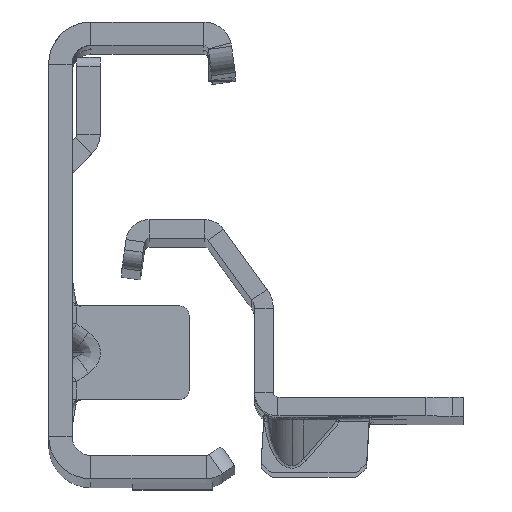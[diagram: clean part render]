
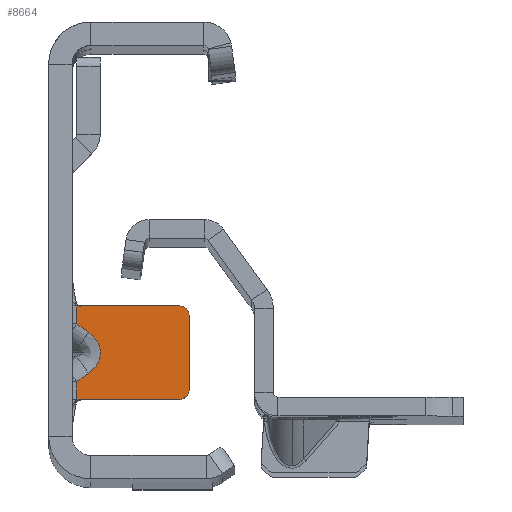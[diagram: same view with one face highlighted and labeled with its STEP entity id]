
A CAD part, top view. The second image highlights one B-rep face of the part: STEP entity #8664.
In plain terms, the highlighted planar face has unit normal (0, 0, 1).
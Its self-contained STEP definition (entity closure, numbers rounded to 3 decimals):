
#18 = VERTEX_POINT ( 'NONE', #673 ) ;
#51 = DIRECTION ( 'NONE',  ( 1., 0., 0. ) ) ;
#144 = DIRECTION ( 'NONE',  ( 0., 1., 0. ) ) ;
#395 = CARTESIAN_POINT ( 'NONE',  ( 3.573, -8.692, -541.5 ) ) ;
#627 = EDGE_CURVE ( 'NONE', #12608, #7553, #9633, .T. ) ;
#673 = CARTESIAN_POINT ( 'NONE',  ( 0.708, -4.6, -541.5 ) ) ;
#815 = VECTOR ( 'NONE', #3777, 1000. ) ;
#883 = CARTESIAN_POINT ( 'NONE',  ( -1.826, -14.6, -541.5 ) ) ;
#1037 = CARTESIAN_POINT ( 'NONE',  ( 0.5, -4.6, -541.5 ) ) ;
#1101 = CARTESIAN_POINT ( 'NONE',  ( 11.5, -4.6, -541.5 ) ) ;
#1645 = ORIENTED_EDGE ( 'NONE', *, *, #2566, .T. ) ;
#1839 = CARTESIAN_POINT ( 'NONE',  ( 1.757, -11.792, -541.5 ) ) ;
#2231 = LINE ( 'NONE', #8291, #5355 ) ;
#2526 = EDGE_CURVE ( 'NONE', #7201, #9098, #2231, .T. ) ;
#2533 = CARTESIAN_POINT ( 'NONE',  ( 1.367, -7.131, -541.5 ) ) ;
#2566 = EDGE_CURVE ( 'NONE', #7031, #10299, #2704, .T. ) ;
#2704 = CIRCLE ( 'NONE', #12393, 1. ) ;
#3710 = ORIENTED_EDGE ( 'NONE', *, *, #12374, .F. ) ;
#3721 = VECTOR ( 'NONE', #51, 1000. ) ;
#3777 = DIRECTION ( 'NONE',  ( 1., 0., 0. ) ) ;
#3845 = DIRECTION ( 'NONE',  ( -0.816, 0.577, 0. ) ) ;
#3910 = CIRCLE ( 'NONE', #7041, 1. ) ;
#4192 = CARTESIAN_POINT ( 'NONE',  ( 2.624, -11.179, -541.5 ) ) ;
#4351 = ORIENTED_EDGE ( 'NONE', *, *, #627, .T. ) ;
#4501 = EDGE_LOOP ( 'NONE', ( #15949, #10096, #3710, #6176, #4351, #5645, #1645, #14909, #6296, #5081, #5581, #13742 ) ) ;
#4616 = LINE ( 'NONE', #15938, #8005 ) ;
#5081 = ORIENTED_EDGE ( 'NONE', *, *, #13861, .T. ) ;
#5144 = VECTOR ( 'NONE', #144, 1000. ) ;
#5355 = VECTOR ( 'NONE', #7150, 1000. ) ;
#5480 = VERTEX_POINT ( 'NONE', #1101 ) ;
#5581 = ORIENTED_EDGE ( 'NONE', *, *, #9117, .T. ) ;
#5645 = ORIENTED_EDGE ( 'NONE', *, *, #8321, .T. ) ;
#5821 = LINE ( 'NONE', #8751, #815 ) ;
#5824 = EDGE_CURVE ( 'NONE', #10299, #7636, #7384, .T. ) ;
#5835 = DIRECTION ( 'NONE',  ( 0., 0., 1. ) ) ;
#6010 = DIRECTION ( 'NONE',  ( 0., 0., -1. ) ) ;
#6068 = DIRECTION ( 'NONE',  ( 0., 1., 0. ) ) ;
#6176 = ORIENTED_EDGE ( 'NONE', *, *, #14622, .F. ) ;
#6183 = DIRECTION ( 'NONE',  ( 0., 1., 0. ) ) ;
#6296 = ORIENTED_EDGE ( 'NONE', *, *, #6835, .T. ) ;
#6520 = CARTESIAN_POINT ( 'NONE',  ( 12.5, -5.6, -541.5 ) ) ;
#6616 = CARTESIAN_POINT ( 'NONE',  ( 1.757, -11.792, -541.5 ) ) ;
#6740 = LINE ( 'NONE', #11661, #14709 ) ;
#6835 = EDGE_CURVE ( 'NONE', #7636, #5480, #3910, .T. ) ;
#7031 = VERTEX_POINT ( 'NONE', #7387 ) ;
#7041 = AXIS2_PLACEMENT_3D ( 'NONE', #9593, #14607, #8438 ) ;
#7150 = DIRECTION ( 'NONE',  ( 0., 1., 0. ) ) ;
#7201 = VERTEX_POINT ( 'NONE', #15979 ) ;
#7384 = LINE ( 'NONE', #14937, #15920 ) ;
#7387 = CARTESIAN_POINT ( 'NONE',  ( 11.5, -14.6, -541.5 ) ) ;
#7521 = CARTESIAN_POINT ( 'NONE',  ( 0.5, -12.681, -541.5 ) ) ;
#7553 = VERTEX_POINT ( 'NONE', #12018 ) ;
#7636 = VERTEX_POINT ( 'NONE', #6520 ) ;
#7799 = VERTEX_POINT ( 'NONE', #1839 ) ;
#8005 = VECTOR ( 'NONE', #9610, 1000. ) ;
#8291 = CARTESIAN_POINT ( 'NONE',  ( 0.5, 22.3, -541.5 ) ) ;
#8321 = EDGE_CURVE ( 'NONE', #7553, #7031, #5821, .T. ) ;
#8438 = DIRECTION ( 'NONE',  ( 0., -1., 0. ) ) ;
#8652 = CARTESIAN_POINT ( 'NONE',  ( 0.5, -14.6, -541.5 ) ) ;
#8664 = ADVANCED_FACE ( 'NONE', ( #14796 ), #14707, .F. ) ;
#8751 = CARTESIAN_POINT ( 'NONE',  ( -1.826, -14.6, -541.5 ) ) ;
#8967 = EDGE_CURVE ( 'NONE', #13142, #7201, #13775, .T. ) ;
#9098 = VERTEX_POINT ( 'NONE', #1037 ) ;
#9117 = EDGE_CURVE ( 'NONE', #18, #9098, #6740, .T. ) ;
#9265 = LINE ( 'NONE', #4192, #12417 ) ;
#9593 = CARTESIAN_POINT ( 'NONE',  ( 11.5, -5.6, -541.5 ) ) ;
#9610 = DIRECTION ( 'NONE',  ( -1., 0., 0. ) ) ;
#9633 = LINE ( 'NONE', #883, #3721 ) ;
#9675 = DIRECTION ( 'NONE',  ( 0., 1., 0. ) ) ;
#9969 = CARTESIAN_POINT ( 'NONE',  ( 12.5, -13.6, -541.5 ) ) ;
#10096 = ORIENTED_EDGE ( 'NONE', *, *, #10458, .F. ) ;
#10299 = VERTEX_POINT ( 'NONE', #9969 ) ;
#10458 = EDGE_CURVE ( 'NONE', #7799, #13142, #15502, .T. ) ;
#11617 = CARTESIAN_POINT ( 'NONE',  ( 3.573, -10.508, -541.5 ) ) ;
#11661 = CARTESIAN_POINT ( 'NONE',  ( -1.826, -4.6, -541.5 ) ) ;
#12018 = CARTESIAN_POINT ( 'NONE',  ( 0.708, -14.6, -541.5 ) ) ;
#12144 = CARTESIAN_POINT ( 'NONE',  ( 11.5, -13.6, -541.5 ) ) ;
#12337 = AXIS2_PLACEMENT_3D ( 'NONE', #15935, #6010, #6183 ) ;
#12374 = EDGE_CURVE ( 'NONE', #15271, #7799, #9265, .T. ) ;
#12393 = AXIS2_PLACEMENT_3D ( 'NONE', #12144, #5835, #9675 ) ;
#12417 = VECTOR ( 'NONE', #14292, 1000. ) ;
#12602 = CARTESIAN_POINT ( 'NONE',  ( 1.757, -7.408, -541.5 ) ) ;
#12608 = VERTEX_POINT ( 'NONE', #8652 ) ;
#12755 = CARTESIAN_POINT ( 'NONE',  ( 0.5, 22.3, -541.5 ) ) ;
#12882 = DIRECTION ( 'NONE',  ( -1., 0., 0. ) ) ;
#13142 = VERTEX_POINT ( 'NONE', #15383 ) ;
#13668 = LINE ( 'NONE', #12755, #5144 ) ;
#13679 = VECTOR ( 'NONE', #3845, 1000. ) ;
#13742 = ORIENTED_EDGE ( 'NONE', *, *, #2526, .F. ) ;
#13775 = LINE ( 'NONE', #2533, #13679 ) ;
#13861 = EDGE_CURVE ( 'NONE', #5480, #18, #4616, .T. ) ;
#14292 = DIRECTION ( 'NONE',  ( 0.816, 0.577, 0. ) ) ;
#14607 = DIRECTION ( 'NONE',  ( 0., 0., 1. ) ) ;
#14622 = EDGE_CURVE ( 'NONE', #12608, #15271, #13668, .T. ) ;
#14707 = PLANE ( 'NONE',  #12337 ) ;
#14709 = VECTOR ( 'NONE', #12882, 1000. ) ;
#14796 = FACE_OUTER_BOUND ( 'NONE', #4501, .T. ) ;
#14909 = ORIENTED_EDGE ( 'NONE', *, *, #5824, .T. ) ;
#14937 = CARTESIAN_POINT ( 'NONE',  ( 12.5, -5.6, -541.5 ) ) ;
#15271 = VERTEX_POINT ( 'NONE', #7521 ) ;
#15383 = CARTESIAN_POINT ( 'NONE',  ( 1.757, -7.408, -541.5 ) ) ;
#15502 =( BOUNDED_CURVE ( )  B_SPLINE_CURVE ( 3, ( #6616, #11617, #395, #12602 ),
 .UNSPECIFIED., .F., .T. ) 
 B_SPLINE_CURVE_WITH_KNOTS ( ( 4, 4 ),
 ( 2.356, 3.927 ),
 .UNSPECIFIED. ) 
 CURVE ( )  GEOMETRIC_REPRESENTATION_ITEM ( )  RATIONAL_B_SPLINE_CURVE ( ( 1., 0.805, 0.805, 1. ) ) 
 REPRESENTATION_ITEM ( '' )  );
#15920 = VECTOR ( 'NONE', #6068, 1000. ) ;
#15935 = CARTESIAN_POINT ( 'NONE',  ( -7.326, 22.3, -541.5 ) ) ;
#15938 = CARTESIAN_POINT ( 'NONE',  ( -1.826, -4.6, -541.5 ) ) ;
#15949 = ORIENTED_EDGE ( 'NONE', *, *, #8967, .F. ) ;
#15979 = CARTESIAN_POINT ( 'NONE',  ( 0.5, -6.519, -541.5 ) ) ;
